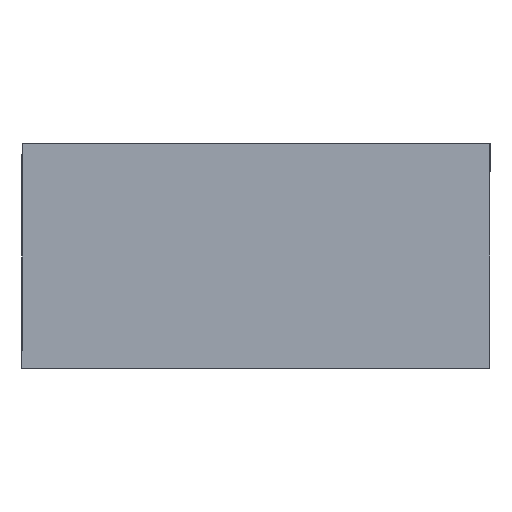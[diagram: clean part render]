
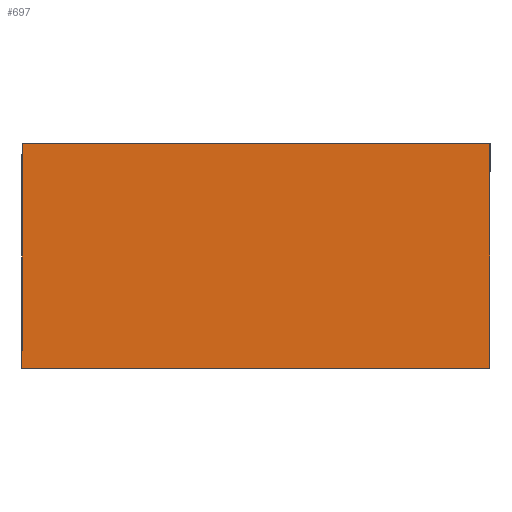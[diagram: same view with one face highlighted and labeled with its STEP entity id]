
A CAD part, left-side view. The second image highlights one B-rep face of the part: STEP entity #697.
In plain terms, the highlighted planar face has unit normal (-1, 0, 0).
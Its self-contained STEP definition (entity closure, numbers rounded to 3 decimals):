
#33=FACE_OUTER_BOUND('',#73,.T.);
#73=EDGE_LOOP('',(#501,#502,#503,#504));
#125=LINE('',#1016,#221);
#126=LINE('',#1018,#222);
#127=LINE('',#1020,#223);
#128=LINE('',#1021,#224);
#221=VECTOR('',#834,1000.);
#222=VECTOR('',#835,1000.);
#223=VECTOR('',#836,1000.);
#224=VECTOR('',#837,1000.);
#309=VERTEX_POINT('',#1014);
#310=VERTEX_POINT('',#1015);
#311=VERTEX_POINT('',#1017);
#312=VERTEX_POINT('',#1019);
#381=EDGE_CURVE('',#309,#310,#125,.T.);
#382=EDGE_CURVE('',#311,#310,#126,.T.);
#383=EDGE_CURVE('',#312,#311,#127,.T.);
#384=EDGE_CURVE('',#312,#309,#128,.T.);
#501=ORIENTED_EDGE('',*,*,#381,.T.);
#502=ORIENTED_EDGE('',*,*,#382,.F.);
#503=ORIENTED_EDGE('',*,*,#383,.F.);
#504=ORIENTED_EDGE('',*,*,#384,.T.);
#657=PLANE('',#754);
#697=ADVANCED_FACE('',(#33),#657,.F.);
#754=AXIS2_PLACEMENT_3D('',#1013,#832,#833);
#832=DIRECTION('center_axis',(1.,0.,0.));
#833=DIRECTION('ref_axis',(0.,1.,0.));
#834=DIRECTION('',(0.,0.,-1.));
#835=DIRECTION('',(0.,1.,0.));
#836=DIRECTION('',(0.,0.,-1.));
#837=DIRECTION('',(0.,1.,0.));
#1013=CARTESIAN_POINT('Origin',(-1.,-0.62,-0.005));
#1014=CARTESIAN_POINT('',(-1.,0.63,0.595));
#1015=CARTESIAN_POINT('',(-1.,0.63,-0.005));
#1016=CARTESIAN_POINT('',(-1.,0.63,-0.005));
#1017=CARTESIAN_POINT('',(-1.,-0.62,-0.005));
#1018=CARTESIAN_POINT('',(-1.,-0.62,-0.005));
#1019=CARTESIAN_POINT('',(-1.,-0.62,0.595));
#1020=CARTESIAN_POINT('',(-1.,-0.62,-0.005));
#1021=CARTESIAN_POINT('',(-1.,-0.62,0.595));
